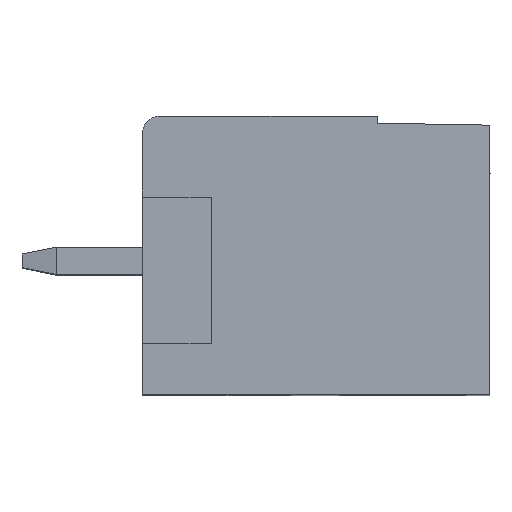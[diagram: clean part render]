
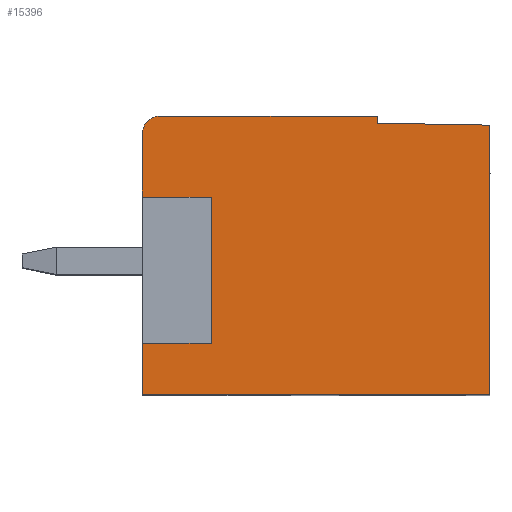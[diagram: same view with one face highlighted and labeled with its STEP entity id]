
A CAD part, top view. The second image highlights one B-rep face of the part: STEP entity #15396.
In plain terms, the highlighted planar face has unit normal (0, 0, 1).
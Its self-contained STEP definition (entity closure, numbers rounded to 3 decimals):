
#5=DIRECTION('',(0.,1.,0.));
#6=VECTOR('',#5,7.84);
#7=CARTESIAN_POINT('',(-10.615,0.099,168.212));
#8=LINE('',#7,#6);
#155=DIRECTION('',(0.,1.,0.));
#156=VECTOR('',#155,0.202);
#157=CARTESIAN_POINT('',(-13.889,7.997,168.212));
#158=LINE('',#157,#156);
#223=DIRECTION('',(0.,-1.,0.));
#224=VECTOR('',#223,1.85);
#225=CARTESIAN_POINT('',(-20.715,7.699,168.212));
#226=LINE('',#225,#224);
#239=DIRECTION('',(0.,-1.,0.));
#240=VECTOR('',#239,1.5);
#241=CARTESIAN_POINT('',(-20.715,1.599,168.212));
#242=LINE('',#241,#240);
#583=DIRECTION('',(1.,0.,0.));
#584=VECTOR('',#583,10.1);
#585=CARTESIAN_POINT('',(-20.715,0.099,168.212));
#586=LINE('',#585,#584);
#5507=DIRECTION('',(0.,1.,0.));
#5508=VECTOR('',#5507,4.25);
#5509=CARTESIAN_POINT('',(-18.715,1.599,168.212));
#5510=LINE('',#5509,#5508);
#5511=DIRECTION('',(-1.,0.,0.));
#5512=VECTOR('',#5511,2.);
#5513=CARTESIAN_POINT('',(-18.715,5.849,168.212));
#5514=LINE('',#5513,#5512);
#5515=CARTESIAN_POINT('',(-20.215,7.699,168.212));
#5516=DIRECTION('',(0.,0.,-1.));
#5517=DIRECTION('',(-1.,0.,0.));
#5518=AXIS2_PLACEMENT_3D('',#5515,#5516,#5517);
#5520=DIRECTION('',(1.,0.,0.));
#5521=VECTOR('',#5520,6.326);
#5522=CARTESIAN_POINT('',(-20.215,8.199,168.212));
#5523=LINE('',#5522,#5521);
#5524=DIRECTION('',(1.,-0.017,0.));
#5525=VECTOR('',#5524,3.274);
#5526=CARTESIAN_POINT('',(-13.889,7.997,168.212));
#5527=LINE('',#5526,#5525);
#5528=DIRECTION('',(-1.,0.,0.));
#5529=VECTOR('',#5528,2.);
#5530=CARTESIAN_POINT('',(-18.715,1.599,168.212));
#5531=LINE('',#5530,#5529);
#5552=CARTESIAN_POINT('',(-10.615,0.099,
168.212));
#5553=CARTESIAN_POINT('',(-10.615,7.94,168.212));
#5554=VERTEX_POINT('',#5552);
#5555=VERTEX_POINT('',#5553);
#5628=CARTESIAN_POINT('',(-20.715,0.099,
168.212));
#5629=VERTEX_POINT('',#5628);
#5895=CARTESIAN_POINT('',(-13.889,7.997,168.212));
#5896=VERTEX_POINT('',#5895);
#5897=CARTESIAN_POINT('',(-20.715,1.599,168.212));
#5898=VERTEX_POINT('',#5897);
#5899=CARTESIAN_POINT('',(-18.715,1.599,168.212));
#5900=VERTEX_POINT('',#5899);
#5901=CARTESIAN_POINT('',(-18.715,5.849,168.212));
#5902=VERTEX_POINT('',#5901);
#5903=CARTESIAN_POINT('',(-20.715,5.849,168.212));
#5904=VERTEX_POINT('',#5903);
#5905=CARTESIAN_POINT('',(-20.715,7.699,168.212));
#5906=VERTEX_POINT('',#5905);
#5907=CARTESIAN_POINT('',(-20.215,8.199,168.212));
#5908=VERTEX_POINT('',#5907);
#5909=CARTESIAN_POINT('',(-13.889,8.199,168.212));
#5910=VERTEX_POINT('',#5909);
#15375=CARTESIAN_POINT('',(-10.615,0.099,
168.212));
#15376=DIRECTION('',(0.,0.,-1.));
#15377=DIRECTION('',(0.,1.,0.));
#15378=AXIS2_PLACEMENT_3D('',#15375,#15376,#15377);
#15379=PLANE('',#15378);
#15380=ORIENTED_EDGE('',*,*,#7279,.F.);
#15381=ORIENTED_EDGE('',*,*,#8013,.F.);
#15382=ORIENTED_EDGE('',*,*,#7504,.F.);
#15384=ORIENTED_EDGE('',*,*,#15383,.F.);
#15386=ORIENTED_EDGE('',*,*,#15385,.T.);
#15388=ORIENTED_EDGE('',*,*,#15387,.T.);
#15389=ORIENTED_EDGE('',*,*,#7496,.F.);
#15390=ORIENTED_EDGE('',*,*,#7461,.T.);
#15391=ORIENTED_EDGE('',*,*,#7446,.T.);
#15392=ORIENTED_EDGE('',*,*,#7431,.F.);
#15393=ORIENTED_EDGE('',*,*,#7416,.T.);
#15394=EDGE_LOOP('',(#15380,#15381,#15382,#15384,#15386,#15388,#15389,#15390,
#15391,#15392,#15393));
#15395=FACE_OUTER_BOUND('',#15394,.F.);
#5519=CIRCLE('',#5518,0.5);
#7279=EDGE_CURVE('',#5554,#5555,#8,.T.);
#7416=EDGE_CURVE('',#5896,#5555,#5527,.T.);
#7431=EDGE_CURVE('',#5896,#5910,#158,.T.);
#7446=EDGE_CURVE('',#5908,#5910,#5523,.T.);
#7461=EDGE_CURVE('',#5906,#5908,#5519,.T.);
#7496=EDGE_CURVE('',#5906,#5904,#226,.T.);
#7504=EDGE_CURVE('',#5898,#5629,#242,.T.);
#8013=EDGE_CURVE('',#5629,#5554,#586,.T.);
#15383=EDGE_CURVE('',#5900,#5898,#5531,.T.);
#15385=EDGE_CURVE('',#5900,#5902,#5510,.T.);
#15387=EDGE_CURVE('',#5902,#5904,#5514,.T.);
#15396=ADVANCED_FACE('',(#15395),#15379,.F.);
